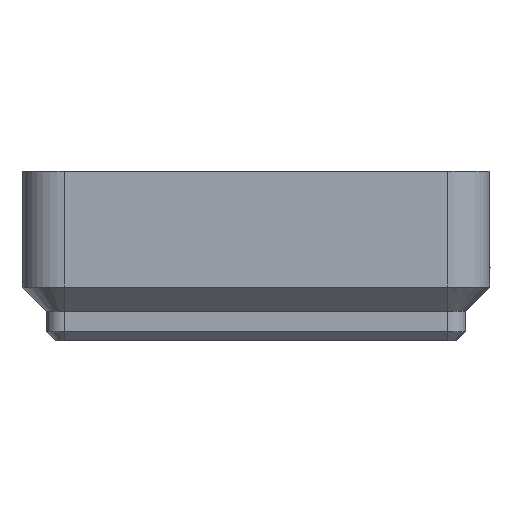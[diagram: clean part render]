
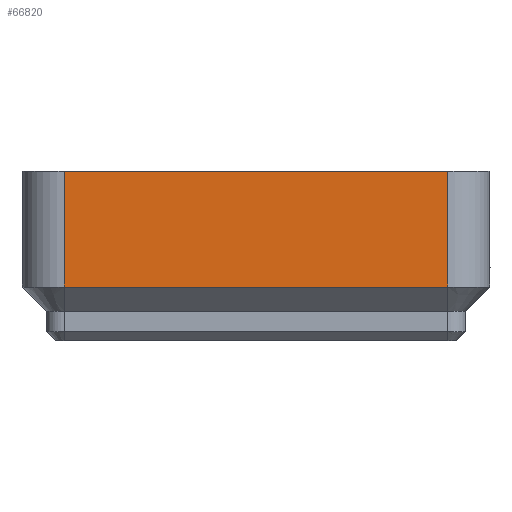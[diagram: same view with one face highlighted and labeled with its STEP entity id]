
A CAD part, front view. The second image highlights one B-rep face of the part: STEP entity #66820.
In plain terms, the highlighted planar face has unit normal (0, -1, 0).
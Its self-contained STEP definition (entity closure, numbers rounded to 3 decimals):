
#14740=CARTESIAN_POINT('',(290.,126.25,15.));
#14750=VERTEX_POINT('',#14740);
#14780=CARTESIAN_POINT('',(294.,126.25,15.));
#14790=DIRECTION('',(1.,0.,0.));
#14800=VECTOR('',#14790,1.);
#14810=LINE('',#14780,#14800);
#14820=CARTESIAN_POINT('',(256.,126.25,15.));
#14830=VERTEX_POINT('',#14820);
#14840=EDGE_CURVE('',#14830,#14750,#14810,.T.);
#66520=CARTESIAN_POINT('',(290.,126.25,5.));
#66530=DIRECTION('',(0.,-1.,-0.));
#66540=DIRECTION('',(-1.,0.,0.));
#66550=AXIS2_PLACEMENT_3D('',#66520,#66530,#66540);
#66560=PLANE('',#66550);
#66570=ORIENTED_EDGE('',*,*,#14840,.F.);
#66580=CARTESIAN_POINT('',(290.,126.25,0.));
#66590=DIRECTION('',(0.,0.,-1.));
#66600=VECTOR('',#66590,1.);
#66610=LINE('',#66580,#66600);
#66620=CARTESIAN_POINT('',(290.,126.25,4.75));
#66630=VERTEX_POINT('',#66620);
#66640=EDGE_CURVE('',#14750,#66630,#66610,.T.);
#66650=ORIENTED_EDGE('',*,*,#66640,.F.);
#66660=CARTESIAN_POINT('',(546.,126.25,4.75));
#66670=DIRECTION('',(1.,0.,0.));
#66680=VECTOR('',#66670,1.);
#66690=LINE('',#66660,#66680);
#66700=CARTESIAN_POINT('',(256.,126.25,4.75));
#66710=VERTEX_POINT('',#66700);
#66720=EDGE_CURVE('',#66710,#66630,#66690,.T.);
#66730=ORIENTED_EDGE('',*,*,#66720,.T.);
#66740=CARTESIAN_POINT('',(256.,126.25,0.));
#66750=DIRECTION('',(0.,0.,-1.));
#66760=VECTOR('',#66750,1.);
#66770=LINE('',#66740,#66760);
#66780=EDGE_CURVE('',#14830,#66710,#66770,.T.);
#66790=ORIENTED_EDGE('',*,*,#66780,.T.);
#66800=EDGE_LOOP('',(#66790,#66730,#66650,#66570));
#66810=FACE_OUTER_BOUND('',#66800,.T.);
#66820=ADVANCED_FACE('',(#66810),#66560,.T.);
